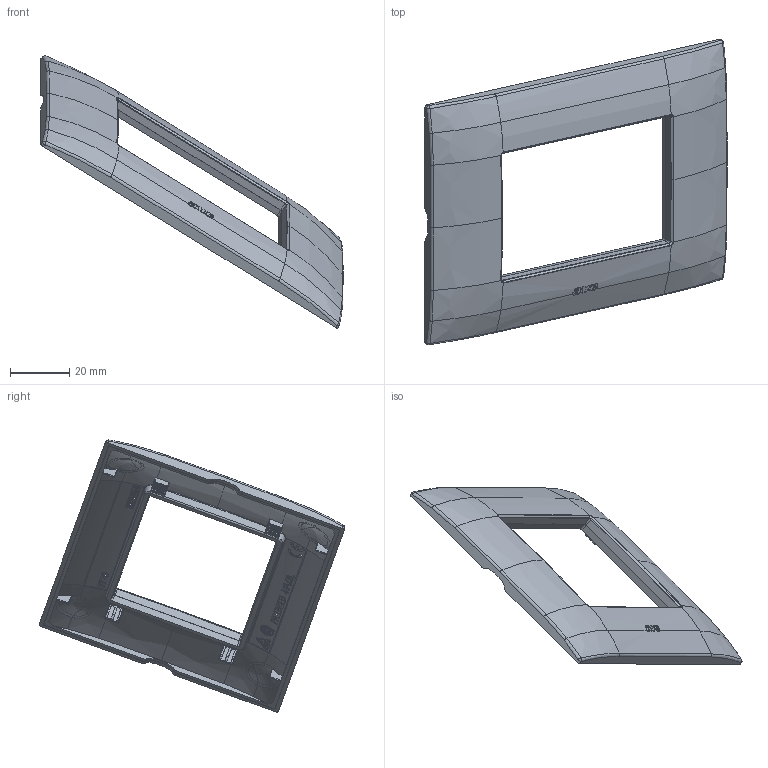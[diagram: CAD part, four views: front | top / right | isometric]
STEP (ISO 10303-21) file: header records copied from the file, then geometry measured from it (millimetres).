
FILE_DESCRIPTION(('CATIA V5 STEP Exchange'),'2;1');
FILE_NAME('44PJ03.stp','2023-09-25T11:39:20+00:00',('none'),('none'),'CATIA Version 5-6 Release 2016 SP6','CATIA V5 STEP AP203','none');
FILE_SCHEMA(('CONFIG_CONTROL_DESIGN'));
Length unit declared in the file: millimetre
Products named in the file (1): 44PJ03
Assembly tree (1 placements, depth 2):
  44PJ03
    #57
Bounding box: 102.02 x 103.26 x 91.92 mm (x, y, z)
Volume: 22635.6 mm3; surface area: 36667 mm2
Topology: 2 solids, 2 shells, 2137 faces, 5685 edges, 3544 vertices
Faces by surface type: plane 1109, cylinder 514, bspline 428, extrusion 38, cone 16, sphere 16, torus 8, revolution 8
Entity records: 104337 total; most frequent: CARTESIAN_POINT 60705, ORIENTED_EDGE 11242, EDGE_CURVE 5621, DIRECTION 5245, VERTEX_POINT 3544, B_SPLINE_CURVE_WITH_KNOTS 3170, EDGE_LOOP 2197, VECTOR 2144
